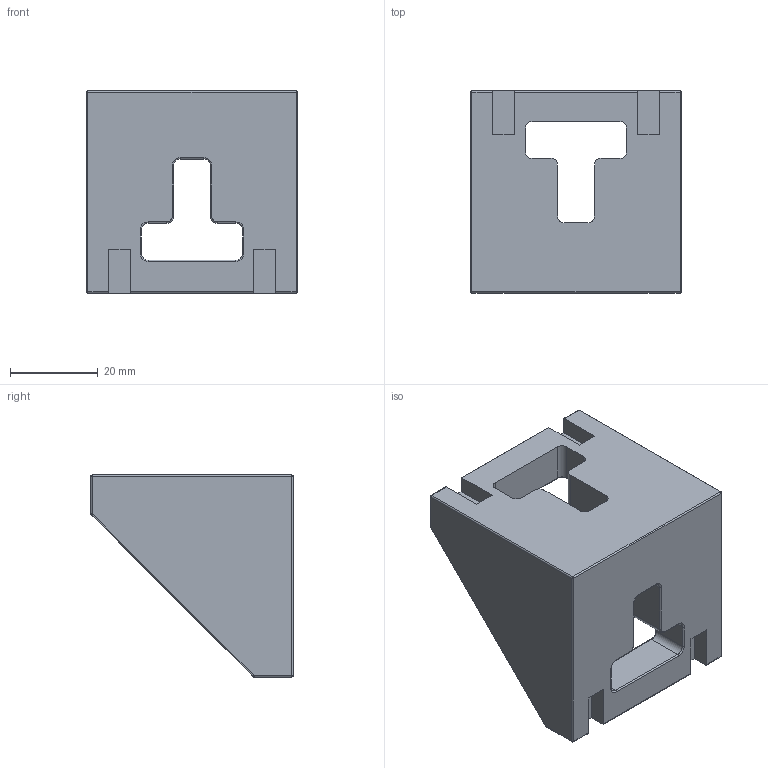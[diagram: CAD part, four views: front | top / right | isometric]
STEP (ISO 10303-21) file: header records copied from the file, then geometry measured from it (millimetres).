
FILE_DESCRIPTION (( 'STEP AP203' ), '1' );
FILE_NAME ('AL-310.3600A.01 Óãëîâîé ñîåäèíèòåëü 50x50, 50 ñåðèÿ, òèï 2.STEP', '2023-03-02T09:43:52', ( '' ), ( '' ), 'SwSTEP 2.0', 'SolidWorks 2021', '' );
FILE_SCHEMA (( 'CONFIG_CONTROL_DESIGN' ));
Length unit declared in the file: millimetre
Products named in the file (1): AL-310.3600A.01 Óãëîâîé ñîåäèíèòåëü 50x50, 50 ñåðèÿ, òèï 2
Bounding box: 48 x 46 x 46 mm (x, y, z)
Volume: 36237 mm3; surface area: 13336.3 mm2
Topology: 1 solids, 1 shells, 162 faces, 390 edges, 216 vertices
Faces by surface type: cylinder 70, plane 44, torus 28, sphere 16, bspline 4
Entity records: 4657 total; most frequent: DIRECTION 862, CARTESIAN_POINT 823, ORIENTED_EDGE 752, EDGE_CURVE 376, AXIS2_PLACEMENT_3D 335, VERTEX_POINT 216, VECTOR 192, LINE 192
